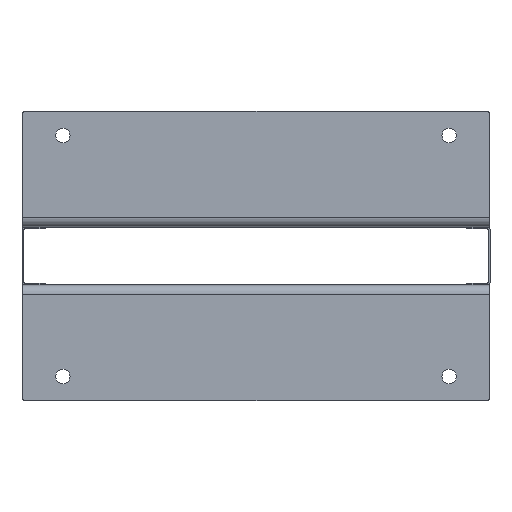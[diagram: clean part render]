
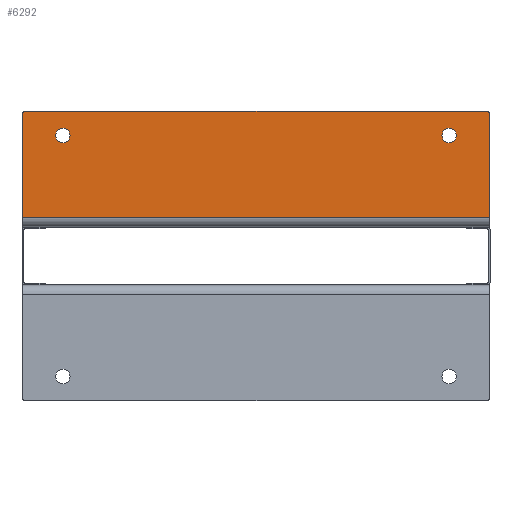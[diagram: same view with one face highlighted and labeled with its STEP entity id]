
A CAD part, front view. The second image highlights one B-rep face of the part: STEP entity #6292.
In plain terms, the highlighted planar face has unit normal (0, -1, 0).
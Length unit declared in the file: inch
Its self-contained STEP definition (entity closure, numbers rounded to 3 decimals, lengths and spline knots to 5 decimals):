
#239 = CARTESIAN_POINT ( 'NONE',  ( 12.13484, 0., 5.80315 ) ) ;
#1121 = CIRCLE ( 'NONE', #13696, 0.19685 ) ;
#1919 = EDGE_CURVE ( 'NONE', #5997, #18911, #1121, .T. ) ;
#1939 = VERTEX_POINT ( 'NONE', #36485 ) ;
#2478 = CARTESIAN_POINT ( 'NONE',  ( 10.01673, 0., 4.75 ) ) ;
#3402 = VERTEX_POINT ( 'NONE', #26984 ) ;
#3405 = CIRCLE ( 'NONE', #8285, 0.375 ) ;
#3448 = CARTESIAN_POINT ( 'NONE',  ( -10.01673, 0., 4.75 ) ) ;
#4610 = ORIENTED_EDGE ( 'NONE', *, *, #13275, .T. ) ;
#5477 = AXIS2_PLACEMENT_3D ( 'NONE', #32903, #16461, #13189 ) ;
#5893 = DIRECTION ( 'NONE',  ( 0., 0., 1. ) ) ;
#5997 = VERTEX_POINT ( 'NONE', #16171 ) ;
#6292 = ADVANCED_FACE ( 'NONE', ( #32480, #29626, #8867 ), #22214, .T. ) ;
#6425 = CARTESIAN_POINT ( 'NONE',  ( 12.13484, 0., 0. ) ) ;
#6478 = DIRECTION ( 'NONE',  ( 0., 0., 1. ) ) ;
#7196 = EDGE_CURVE ( 'NONE', #3402, #24022, #26170, .T. ) ;
#7847 = CARTESIAN_POINT ( 'NONE',  ( -11.93799, 0., 6. ) ) ;
#8285 = AXIS2_PLACEMENT_3D ( 'NONE', #3448, #39546, #22913 ) ;
#8867 = FACE_BOUND ( 'NONE', #23624, .T. ) ;
#10212 = CARTESIAN_POINT ( 'NONE',  ( -11.93799, 0., 5.80315 ) ) ;
#10991 = ORIENTED_EDGE ( 'NONE', *, *, #7196, .F. ) ;
#11106 = AXIS2_PLACEMENT_3D ( 'NONE', #16331, #16549, #6478 ) ;
#11403 = ORIENTED_EDGE ( 'NONE', *, *, #15447, .T. ) ;
#11795 = VECTOR ( 'NONE', #30437, 39.37008 ) ;
#12540 = DIRECTION ( 'NONE',  ( 0., 0., 1. ) ) ;
#13059 = DIRECTION ( 'NONE',  ( 0., 0., -1. ) ) ;
#13189 = DIRECTION ( 'NONE',  ( 0., 0., 1. ) ) ;
#13275 = EDGE_CURVE ( 'NONE', #33263, #17410, #22951, .T. ) ;
#13696 = AXIS2_PLACEMENT_3D ( 'NONE', #10212, #22912, #13059 ) ;
#14693 = EDGE_LOOP ( 'NONE', ( #41995, #29958, #40965, #10991, #30813, #24920 ) ) ;
#15447 = EDGE_CURVE ( 'NONE', #17410, #33263, #39855, .T. ) ;
#16171 = CARTESIAN_POINT ( 'NONE',  ( -12.13484, 0., 5.80315 ) ) ;
#16331 = CARTESIAN_POINT ( 'NONE',  ( 10.01673, 0., 4.75 ) ) ;
#16452 = LINE ( 'NONE', #33323, #17290 ) ;
#16461 = DIRECTION ( 'NONE',  ( 0., 1., 0. ) ) ;
#16549 = DIRECTION ( 'NONE',  ( 0., 1., 0. ) ) ;
#17084 = VERTEX_POINT ( 'NONE', #35515 ) ;
#17290 = VECTOR ( 'NONE', #29815, 39.37008 ) ;
#17389 = LINE ( 'NONE', #20648, #41676 ) ;
#17410 = VERTEX_POINT ( 'NONE', #24952 ) ;
#17440 = EDGE_CURVE ( 'NONE', #24022, #34091, #21225, .T. ) ;
#17894 = VECTOR ( 'NONE', #27397, 39.37008 ) ;
#18911 = VERTEX_POINT ( 'NONE', #7847 ) ;
#20579 = AXIS2_PLACEMENT_3D ( 'NONE', #22533, #42048, #5893 ) ;
#20648 = CARTESIAN_POINT ( 'NONE',  ( 12.13484, 0., 0.51181 ) ) ;
#21225 = LINE ( 'NONE', #30888, #17894 ) ;
#21527 = EDGE_CURVE ( 'NONE', #17084, #25329, #3405, .T. ) ;
#22214 = PLANE ( 'NONE',  #38095 ) ;
#22533 = CARTESIAN_POINT ( 'NONE',  ( 11.93799, 0., 5.80315 ) ) ;
#22912 = DIRECTION ( 'NONE',  ( 0., 1., 0. ) ) ;
#22913 = DIRECTION ( 'NONE',  ( 0., 0., 1. ) ) ;
#22951 = CIRCLE ( 'NONE', #11106, 0.375 ) ;
#23392 = ORIENTED_EDGE ( 'NONE', *, *, #21527, .T. ) ;
#23624 = EDGE_LOOP ( 'NONE', ( #23392, #23641 ) ) ;
#23641 = ORIENTED_EDGE ( 'NONE', *, *, #37938, .T. ) ;
#24022 = VERTEX_POINT ( 'NONE', #239 ) ;
#24920 = ORIENTED_EDGE ( 'NONE', *, *, #1919, .F. ) ;
#24952 = CARTESIAN_POINT ( 'NONE',  ( 10.01673, 0., 4.375 ) ) ;
#25329 = VERTEX_POINT ( 'NONE', #35826 ) ;
#26170 = CIRCLE ( 'NONE', #20579, 0.19685 ) ;
#26984 = CARTESIAN_POINT ( 'NONE',  ( 11.93799, 0., 6. ) ) ;
#27397 = DIRECTION ( 'NONE',  ( 0., 0., -1. ) ) ;
#29424 = DIRECTION ( 'NONE',  ( 0., 0., -1. ) ) ;
#29626 = FACE_BOUND ( 'NONE', #30631, .T. ) ;
#29815 = DIRECTION ( 'NONE',  ( 0., 0., -1. ) ) ;
#29958 = ORIENTED_EDGE ( 'NONE', *, *, #30312, .T. ) ;
#30312 = EDGE_CURVE ( 'NONE', #1939, #34091, #17389, .T. ) ;
#30437 = DIRECTION ( 'NONE',  ( 1., 0., 0. ) ) ;
#30631 = EDGE_LOOP ( 'NONE', ( #4610, #11403 ) ) ;
#30813 = ORIENTED_EDGE ( 'NONE', *, *, #38485, .F. ) ;
#30888 = CARTESIAN_POINT ( 'NONE',  ( 12.13484, 0., 0.19685 ) ) ;
#32480 = FACE_OUTER_BOUND ( 'NONE', #14693, .T. ) ;
#32706 = CIRCLE ( 'NONE', #5477, 0.375 ) ;
#32903 = CARTESIAN_POINT ( 'NONE',  ( -10.01673, 0., 4.75 ) ) ;
#33263 = VERTEX_POINT ( 'NONE', #36395 ) ;
#33323 = CARTESIAN_POINT ( 'NONE',  ( -12.13484, 0., 0.51181 ) ) ;
#34091 = VERTEX_POINT ( 'NONE', #39562 ) ;
#35515 = CARTESIAN_POINT ( 'NONE',  ( -10.01673, 0., 5.125 ) ) ;
#35580 = DIRECTION ( 'NONE',  ( 0., -1., 0. ) ) ;
#35826 = CARTESIAN_POINT ( 'NONE',  ( -10.01673, 0., 4.375 ) ) ;
#36395 = CARTESIAN_POINT ( 'NONE',  ( 10.01673, 0., 5.125 ) ) ;
#36485 = CARTESIAN_POINT ( 'NONE',  ( -12.13484, 0., 0.51181 ) ) ;
#36764 = EDGE_CURVE ( 'NONE', #5997, #1939, #16452, .T. ) ;
#37219 = LINE ( 'NONE', #40936, #11795 ) ;
#37938 = EDGE_CURVE ( 'NONE', #25329, #17084, #32706, .T. ) ;
#38095 = AXIS2_PLACEMENT_3D ( 'NONE', #6425, #35580, #29424 ) ;
#38485 = EDGE_CURVE ( 'NONE', #18911, #3402, #37219, .T. ) ;
#39181 = AXIS2_PLACEMENT_3D ( 'NONE', #2478, #43159, #12540 ) ;
#39546 = DIRECTION ( 'NONE',  ( 0., 1., 0. ) ) ;
#39562 = CARTESIAN_POINT ( 'NONE',  ( 12.13484, 0., 0.51181 ) ) ;
#39855 = CIRCLE ( 'NONE', #39181, 0.375 ) ;
#40598 = DIRECTION ( 'NONE',  ( 1., 0., 0. ) ) ;
#40936 = CARTESIAN_POINT ( 'NONE',  ( 12.13484, 0., 6. ) ) ;
#40965 = ORIENTED_EDGE ( 'NONE', *, *, #17440, .F. ) ;
#41676 = VECTOR ( 'NONE', #40598, 39.37008 ) ;
#41995 = ORIENTED_EDGE ( 'NONE', *, *, #36764, .T. ) ;
#42048 = DIRECTION ( 'NONE',  ( 0., 1., 0. ) ) ;
#43159 = DIRECTION ( 'NONE',  ( 0., 1., 0. ) ) ;
